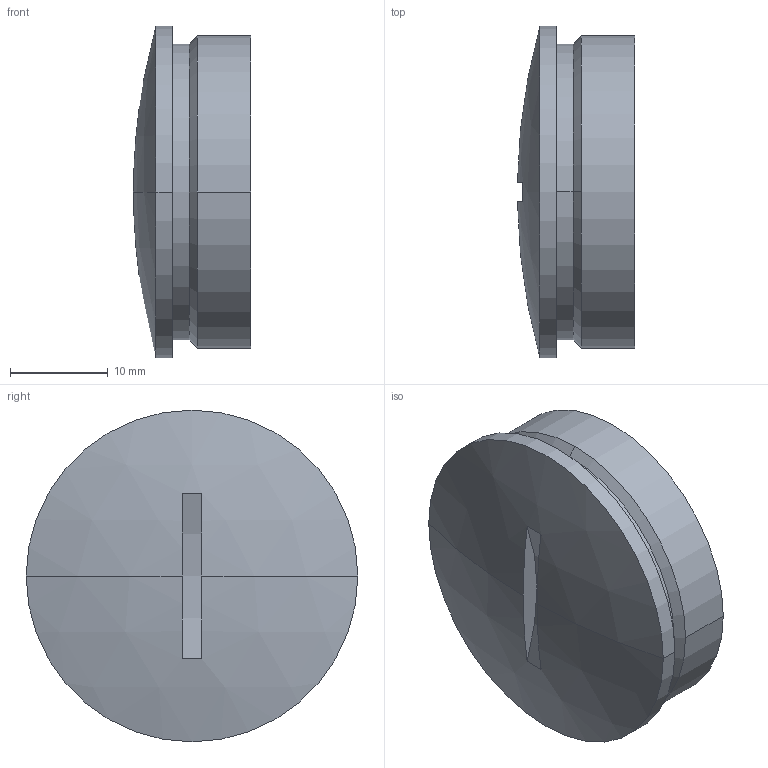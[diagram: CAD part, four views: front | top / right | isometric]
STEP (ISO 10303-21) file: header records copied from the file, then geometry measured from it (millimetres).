
FILE_DESCRIPTION (( 'STEP AP214' ), '1' );
FILE_NAME ('2090562.stp', '2020-04-09T11:54:13', ( '' ), ( '' ), 'SwSTEP 2.0', 'SolidWorks 2018', '' );
FILE_SCHEMA (( 'AUTOMOTIVE_DESIGN' ));
Length unit declared in the file: millimetre
Products named in the file (1): 2090562
Bounding box: 12 x 34 x 34 mm (x, y, z)
Volume: 3710.2 mm3; surface area: 3684.6 mm2
Topology: 1 solids, 1 shells, 18 faces, 38 edges, 24 vertices
Faces by surface type: cylinder 9, plane 5, cone 2, sphere 2
Entity records: 532 total; most frequent: DIRECTION 100, CARTESIAN_POINT 87, ORIENTED_EDGE 76, AXIS2_PLACEMENT_3D 45, EDGE_CURVE 38, CIRCLE 26, VERTEX_POINT 24, EDGE_LOOP 20
